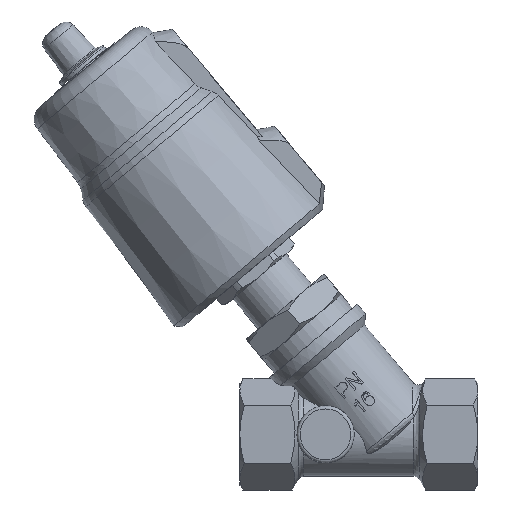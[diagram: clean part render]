
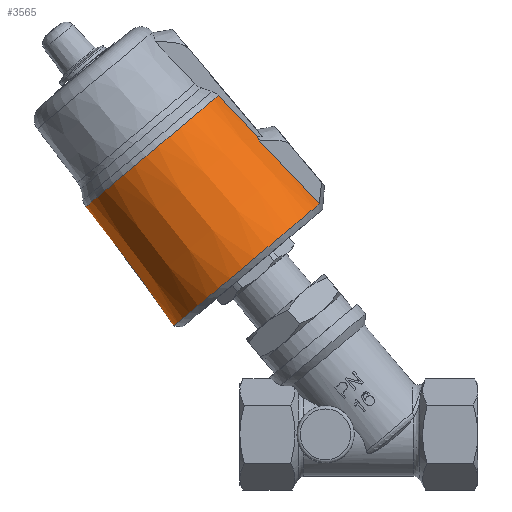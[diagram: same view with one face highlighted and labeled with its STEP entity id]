
A CAD part, left-side view. The second image highlights one B-rep face of the part: STEP entity #3565.
In plain terms, the highlighted conical face has half-angle 3.414 degrees and reference radius 29.475 mm.
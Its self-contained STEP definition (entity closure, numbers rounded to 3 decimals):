
#322=(
BOUNDED_CURVE()
B_SPLINE_CURVE(2,(#5261,#5262,#5263),.UNSPECIFIED.,.F.,.F.)
B_SPLINE_CURVE_WITH_KNOTS((3,3),(0.,1.713),.UNSPECIFIED.)
CURVE()
GEOMETRIC_REPRESENTATION_ITEM()
RATIONAL_B_SPLINE_CURVE((1.,1.,1.))
REPRESENTATION_ITEM('')
);
#323=(
BOUNDED_CURVE()
B_SPLINE_CURVE(2,(#5264,#5265,#5266),.UNSPECIFIED.,.F.,.F.)
B_SPLINE_CURVE_WITH_KNOTS((3,3),(0.,1.078),.UNSPECIFIED.)
CURVE()
GEOMETRIC_REPRESENTATION_ITEM()
RATIONAL_B_SPLINE_CURVE((1.,1.,1.))
REPRESENTATION_ITEM('')
);
#325=(
BOUNDED_CURVE()
B_SPLINE_CURVE(2,(#5275,#5276,#5277),.UNSPECIFIED.,.F.,.F.)
B_SPLINE_CURVE_WITH_KNOTS((3,3),(0.492,2.204),
 .UNSPECIFIED.)
CURVE()
GEOMETRIC_REPRESENTATION_ITEM()
RATIONAL_B_SPLINE_CURVE((1.,1.,1.))
REPRESENTATION_ITEM('')
);
#326=(
BOUNDED_CURVE()
B_SPLINE_CURVE(2,(#5278,#5279,#5280),.UNSPECIFIED.,.F.,.F.)
B_SPLINE_CURVE_WITH_KNOTS((3,3),(0.354,1.433),
 .UNSPECIFIED.)
CURVE()
GEOMETRIC_REPRESENTATION_ITEM()
RATIONAL_B_SPLINE_CURVE((1.,1.,1.))
REPRESENTATION_ITEM('')
);
#327=(
BOUNDED_CURVE()
B_SPLINE_CURVE(2,(#5282,#5283,#5284),.UNSPECIFIED.,.F.,.F.)
B_SPLINE_CURVE_WITH_KNOTS((3,3),(0.632,2.44),
 .UNSPECIFIED.)
CURVE()
GEOMETRIC_REPRESENTATION_ITEM()
RATIONAL_B_SPLINE_CURVE((1.,1.,1.))
REPRESENTATION_ITEM('')
);
#328=(
BOUNDED_CURVE()
B_SPLINE_CURVE(2,(#5287,#5288,#5289),.UNSPECIFIED.,.F.,.F.)
B_SPLINE_CURVE_WITH_KNOTS((3,3),(0.,1.808),.UNSPECIFIED.)
CURVE()
GEOMETRIC_REPRESENTATION_ITEM()
RATIONAL_B_SPLINE_CURVE((1.,1.,1.))
REPRESENTATION_ITEM('')
);
#446=B_SPLINE_CURVE_WITH_KNOTS('',3,(#5233,#5234,#5235,#5236),
 .UNSPECIFIED.,.F.,.F.,(4,4),(3.068,3.242),
 .UNSPECIFIED.);
#447=B_SPLINE_CURVE_WITH_KNOTS('',3,(#5248,#5249,#5250,#5251),
 .UNSPECIFIED.,.F.,.F.,(4,4),(1.198,1.372),
 .UNSPECIFIED.);
#852=FACE_OUTER_BOUND('',#1108,.T.);
#1108=EDGE_LOOP('',(#2500,#2501,#2502,#2503,#2504,#2505,#2506,#2507,#2508,
#2509));
#1370=CIRCLE('',#3834,30.752);
#1371=CIRCLE('',#3836,27.97);
#1515=VERTEX_POINT('',#5228);
#1516=VERTEX_POINT('',#5232);
#1519=VERTEX_POINT('',#5243);
#1520=VERTEX_POINT('',#5247);
#1521=VERTEX_POINT('',#5256);
#1522=VERTEX_POINT('',#5260);
#1523=VERTEX_POINT('',#5268);
#1524=VERTEX_POINT('',#5274);
#1525=VERTEX_POINT('',#5281);
#1526=VERTEX_POINT('',#5285);
#1892=EDGE_CURVE('',#1516,#1515,#446,.T.);
#1896=EDGE_CURVE('',#1520,#1519,#447,.T.);
#1899=EDGE_CURVE('',#1522,#1521,#322,.T.);
#1900=EDGE_CURVE('',#1522,#1515,#323,.T.);
#1902=EDGE_CURVE('',#1521,#1523,#1370,.T.);
#1903=EDGE_CURVE('',#1523,#1524,#325,.T.);
#1904=EDGE_CURVE('',#1520,#1524,#326,.T.);
#1905=EDGE_CURVE('',#1519,#1525,#327,.T.);
#1906=EDGE_CURVE('',#1526,#1525,#1371,.T.);
#1907=EDGE_CURVE('',#1526,#1516,#328,.T.);
#2500=ORIENTED_EDGE('',*,*,#1902,.T.);
#2501=ORIENTED_EDGE('',*,*,#1903,.T.);
#2502=ORIENTED_EDGE('',*,*,#1904,.F.);
#2503=ORIENTED_EDGE('',*,*,#1896,.T.);
#2504=ORIENTED_EDGE('',*,*,#1905,.T.);
#2505=ORIENTED_EDGE('',*,*,#1906,.F.);
#2506=ORIENTED_EDGE('',*,*,#1907,.T.);
#2507=ORIENTED_EDGE('',*,*,#1892,.T.);
#2508=ORIENTED_EDGE('',*,*,#1900,.F.);
#2509=ORIENTED_EDGE('',*,*,#1899,.T.);
#3491=CONICAL_SURFACE('',#3835,29.475,3.414);
#3565=ADVANCED_FACE('',(#852),#3491,.T.);
#3834=AXIS2_PLACEMENT_3D('',#5272,#4235,#4236);
#3835=AXIS2_PLACEMENT_3D('',#5273,#4237,#4238);
#3836=AXIS2_PLACEMENT_3D('',#5286,#4239,#4240);
#4235=DIRECTION('center_axis',(0.,0.643,
0.766));
#4236=DIRECTION('ref_axis',(0.,-0.766,0.643));
#4237=DIRECTION('center_axis',(0.,-0.643,
-0.766));
#4238=DIRECTION('ref_axis',(0.,-0.766,0.643));
#4239=DIRECTION('center_axis',(0.,0.643,
0.766));
#4240=DIRECTION('ref_axis',(0.,0.766,-0.643));
#5228=CARTESIAN_POINT('',(10.,31.697,92.791));
#5232=CARTESIAN_POINT('',(8.5,31.931,93.766));
#5233=CARTESIAN_POINT('Ctrl Pts',(8.5,31.931,93.766));
#5234=CARTESIAN_POINT('Ctrl Pts',(9.024,31.862,93.461));
#5235=CARTESIAN_POINT('Ctrl Pts',(9.526,31.784,93.133));
#5236=CARTESIAN_POINT('Ctrl Pts',(10.,31.697,92.791));
#5243=CARTESIAN_POINT('',(-8.5,31.931,93.766));
#5247=CARTESIAN_POINT('',(-10.,31.697,92.791));
#5248=CARTESIAN_POINT('Ctrl Pts',(-10.,31.697,92.791));
#5249=CARTESIAN_POINT('Ctrl Pts',(-9.526,31.784,93.133));
#5250=CARTESIAN_POINT('Ctrl Pts',(-9.024,31.862,93.461));
#5251=CARTESIAN_POINT('Ctrl Pts',(-8.5,31.931,93.766));
#5256=CARTESIAN_POINT('',(10.,12.477,72.623));
#5260=CARTESIAN_POINT('',(10.,24.226,84.954));
#5261=CARTESIAN_POINT('Ctrl Pts',(10.,24.226,84.954));
#5262=CARTESIAN_POINT('Ctrl Pts',(10.,18.461,78.905));
#5263=CARTESIAN_POINT('Ctrl Pts',(10.,12.477,72.623));
#5264=CARTESIAN_POINT('Ctrl Pts',(10.,24.226,84.954));
#5265=CARTESIAN_POINT('Ctrl Pts',(10.,28.007,88.921));
#5266=CARTESIAN_POINT('Ctrl Pts',(10.,31.697,92.791));
#5268=CARTESIAN_POINT('',(-10.,12.477,72.623));
#5272=CARTESIAN_POINT('Origin',(0.,34.753,53.931));
#5273=CARTESIAN_POINT('Origin',(0.,48.508,70.323));
#5274=CARTESIAN_POINT('',(-10.,24.226,84.954));
#5275=CARTESIAN_POINT('Ctrl Pts',(-10.,12.477,72.623));
#5276=CARTESIAN_POINT('Ctrl Pts',(-10.,18.461,78.905));
#5277=CARTESIAN_POINT('Ctrl Pts',(-10.,24.226,84.954));
#5278=CARTESIAN_POINT('Ctrl Pts',(-10.,31.697,92.791));
#5279=CARTESIAN_POINT('Ctrl Pts',(-10.,28.007,88.921));
#5280=CARTESIAN_POINT('Ctrl Pts',(-10.,24.226,84.954));
#5281=CARTESIAN_POINT('',(-8.5,44.306,106.772));
#5282=CARTESIAN_POINT('Ctrl Pts',(-8.5,31.931,93.766));
#5283=CARTESIAN_POINT('Ctrl Pts',(-8.5,38.245,100.403));
#5284=CARTESIAN_POINT('Ctrl Pts',(-8.5,44.306,106.772));
#5285=CARTESIAN_POINT('',(8.5,44.306,106.772));
#5286=CARTESIAN_POINT('Origin',(0.,64.72,
89.643));
#5287=CARTESIAN_POINT('Ctrl Pts',(8.5,44.306,106.772));
#5288=CARTESIAN_POINT('Ctrl Pts',(8.5,38.245,100.403));
#5289=CARTESIAN_POINT('Ctrl Pts',(8.5,31.931,93.766));
